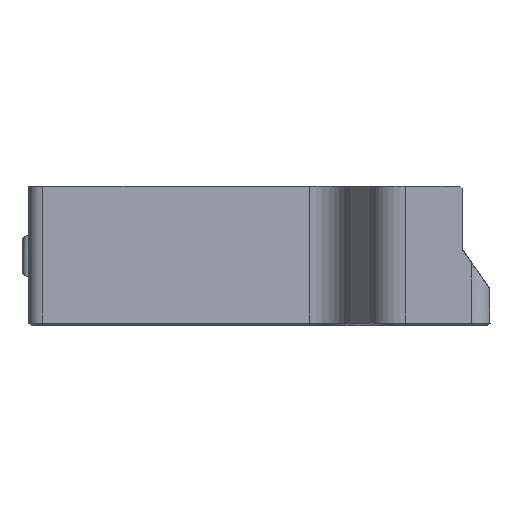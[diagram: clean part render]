
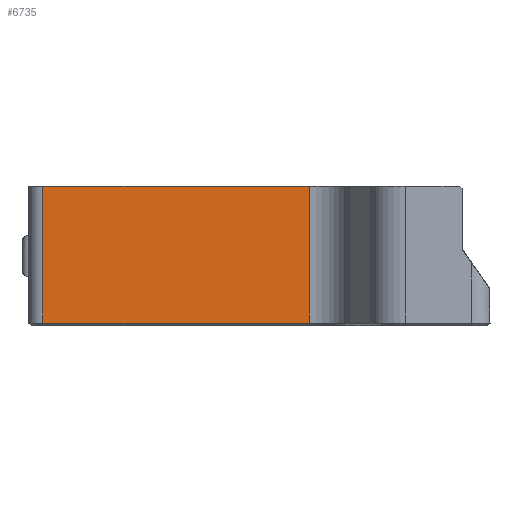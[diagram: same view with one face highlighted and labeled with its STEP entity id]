
A CAD part, left-side view. The second image highlights one B-rep face of the part: STEP entity #6735.
In plain terms, the highlighted planar face has unit normal (-1, 0, 0).
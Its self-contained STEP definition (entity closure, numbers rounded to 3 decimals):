
#250=FACE_OUTER_BOUND('',#636,.T.);
#636=EDGE_LOOP('',(#4621,#4622,#4623,#4624));
#1237=LINE('',#9788,#2000);
#1349=LINE('',#10081,#2112);
#1350=LINE('',#10082,#2113);
#1351=LINE('',#10083,#2114);
#2000=VECTOR('',#7766,10.);
#2112=VECTOR('',#7984,10.);
#2113=VECTOR('',#7985,10.);
#2114=VECTOR('',#7986,10.);
#2773=VERTEX_POINT('',#9785);
#2774=VERTEX_POINT('',#9787);
#2901=VERTEX_POINT('',#10079);
#2902=VERTEX_POINT('',#10080);
#3439=EDGE_CURVE('',#2773,#2774,#1237,.T.);
#3582=EDGE_CURVE('',#2901,#2902,#1349,.T.);
#3583=EDGE_CURVE('',#2901,#2774,#1350,.T.);
#3584=EDGE_CURVE('',#2902,#2773,#1351,.T.);
#4621=ORIENTED_EDGE('',*,*,#3582,.F.);
#4622=ORIENTED_EDGE('',*,*,#3583,.T.);
#4623=ORIENTED_EDGE('',*,*,#3439,.F.);
#4624=ORIENTED_EDGE('',*,*,#3584,.F.);
#6476=PLANE('',#7160);
#6735=ADVANCED_FACE('',(#250),#6476,.T.);
#7160=AXIS2_PLACEMENT_3D('',#10078,#7982,#7983);
#7766=DIRECTION('',(0.,-1.,0.));
#7982=DIRECTION('center_axis',(-1.,0.,0.));
#7983=DIRECTION('ref_axis',(0.,1.,0.));
#7984=DIRECTION('',(0.,1.,0.));
#7985=DIRECTION('',(0.,0.,1.));
#7986=DIRECTION('',(0.,0.,1.));
#9785=CARTESIAN_POINT('',(-187.4,30.5,10.));
#9787=CARTESIAN_POINT('',(-187.4,-7.602,10.));
#9788=CARTESIAN_POINT('',(-187.4,15.25,10.));
#10078=CARTESIAN_POINT('Origin',(-187.4,30.5,-11.));
#10079=CARTESIAN_POINT('',(-187.4,-7.602,-9.6));
#10080=CARTESIAN_POINT('',(-187.4,30.5,-9.6));
#10081=CARTESIAN_POINT('',(-187.4,14.106,-9.6));
#10082=CARTESIAN_POINT('',(-187.4,-7.602,8.));
#10083=CARTESIAN_POINT('',(-187.4,30.5,8.));
